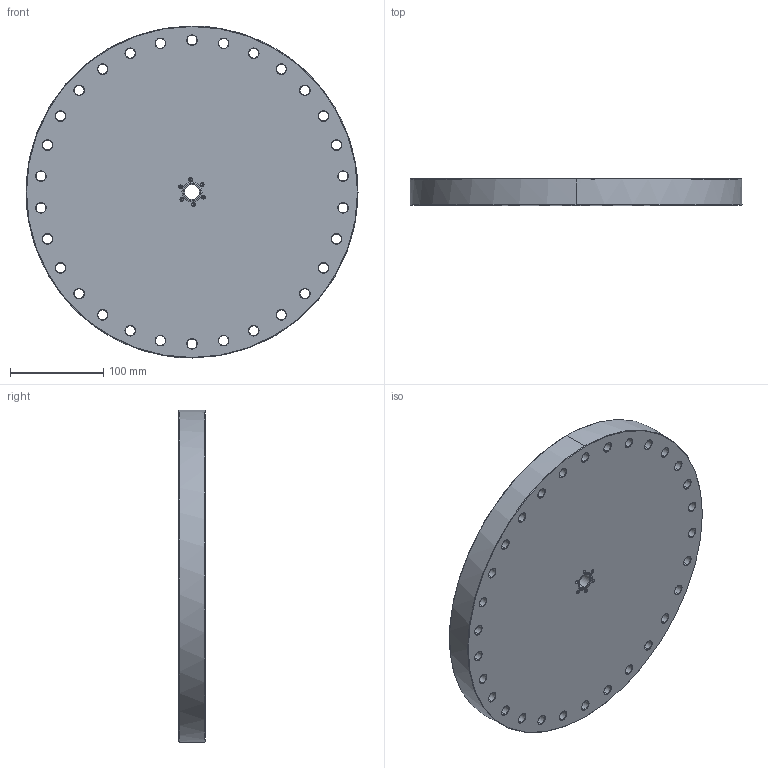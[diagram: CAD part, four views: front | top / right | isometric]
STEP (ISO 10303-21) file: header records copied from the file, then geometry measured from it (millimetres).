
FILE_DESCRIPTION (( 'STEP AP214' ), '1' );
FILE_NAME ('Hositrad_CFA300-16D.STEP', '2017-05-08T14:32:10', ( 'Gebruiker' ), ( '' ), 'SwSTEP 2.0', 'SolidWorks 2017', '' );
FILE_SCHEMA (( 'AUTOMOTIVE_DESIGN' ));
Length unit declared in the file: millimetre
Products named in the file (1): Hositrad_CFA300-16D
Bounding box: 355.6 x 28.4 x 355.6 mm (x, y, z)
Volume: 2647524.5 mm3; surface area: 256189.5 mm2
Topology: 1 solids, 1 shells, 248 faces, 580 edges, 329 vertices
Faces by surface type: cone 157, cylinder 80, plane 11
Entity records: 7247 total; most frequent: DIRECTION 1375, CARTESIAN_POINT 1158, ORIENTED_EDGE 1136, EDGE_CURVE 568, AXIS2_PLACEMENT_3D 562, VERTEX_POINT 329, EDGE_LOOP 317, CIRCLE 313
